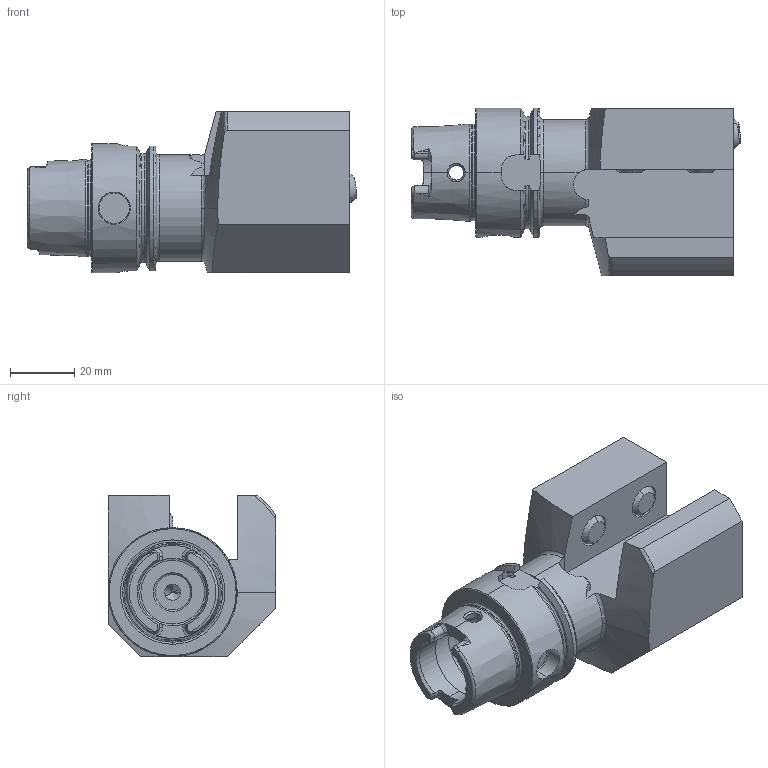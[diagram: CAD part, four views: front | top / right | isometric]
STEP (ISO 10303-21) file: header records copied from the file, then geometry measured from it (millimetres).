
FILE_DESCRIPTION (( 'STEP AP203' ), '1' );
FILE_NAME ('HA4-V20.L11.080.STEP', '2013-11-27T07:12:32', ( 'baer' ), ( 'Hewlett-Packard Company' ), 'SwSTEP 2.0', 'SolidWorks 2012', '' );
FILE_SCHEMA (( 'CONFIG_CONTROL_DESIGN' ));
Length unit declared in the file: millimetre
Products named in the file (6): HA4-V20.L11.080; KU1-U12.001.010; KU1-U12.001.010_2; KU1-U12.001.010_1; ISO 4026 - M10 x 18; HA4-V20.L11.080_A_Fertigbearbeitung
Assembly tree (6 placements, depth 3):
  HA4-V20.L11.080
    HA4-V20.L11.080_A_Fertigbearbeitung
    ISO 4026 - M10 x 18  x2
    KU1-U12.001.010
      KU1-U12.001.010_1
      KU1-U12.001.010_2
Bounding box: 102.09 x 52 x 50 mm (x, y, z)
Volume: 123296.1 mm3; surface area: 27587.3 mm2
Topology: 5 solids, 5 shells, 247 faces, 645 edges, 403 vertices
Faces by surface type: plane 79, cylinder 69, cone 53, torus 37, bspline 5, sphere 4
Entity records: 9013 total; most frequent: CARTESIAN_POINT 2806, ORIENTED_EDGE 1198, DIRECTION 1151, EDGE_CURVE 599, AXIS2_PLACEMENT_3D 467, VERTEX_POINT 377, EDGE_LOOP 248, FACE_OUTER_BOUND 232
